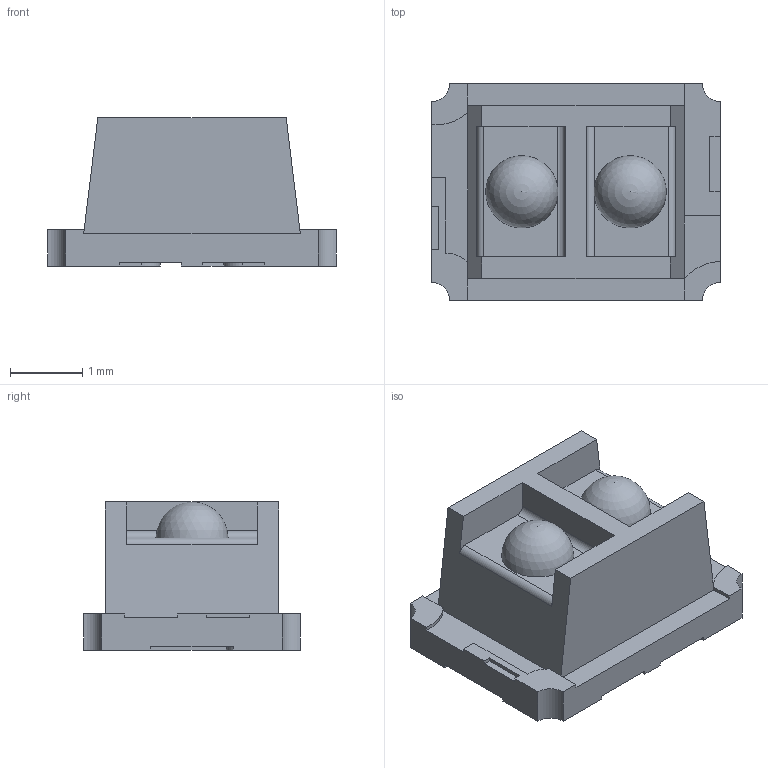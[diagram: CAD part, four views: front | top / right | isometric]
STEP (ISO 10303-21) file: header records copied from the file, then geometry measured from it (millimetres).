
FILE_DESCRIPTION(/* description */ ('STEP AP214'),/* implementation_level */ '2;1');
FILE_NAME(/* name */ '61264e9fbbe4200e6eb36de8',/* time_stamp */ '2021-08-25T14:07:27+00:00',/* author */ (''),/* organization */ (''),/* preprocessor_version */ 'ST-DEVELOPER v18.1',/* originating_system */ ' ',/* authorisation */ ' ');
FILE_SCHEMA (('AUTOMOTIVE_DESIGN {1 0 10303 214 3 1 1}'));
Length unit declared in the file: metre
Products named in the file (1): Part 1
Bounding box: 4 x 3 x 2.05 mm (x, y, z)
Volume: 14.3 mm3; surface area: 50.6 mm2
Topology: 1 solids, 1 shells, 84 faces, 240 edges, 156 vertices
Faces by surface type: plane 66, cylinder 16, sphere 2
Entity records: 3082 total; most frequent: CARTESIAN_POINT 473, ORIENTED_EDGE 470, DIRECTION 439, EDGE_CURVE 235, LINE 201, VECTOR 201, VERTEX_POINT 153, AXIS2_PLACEMENT_3D 119
